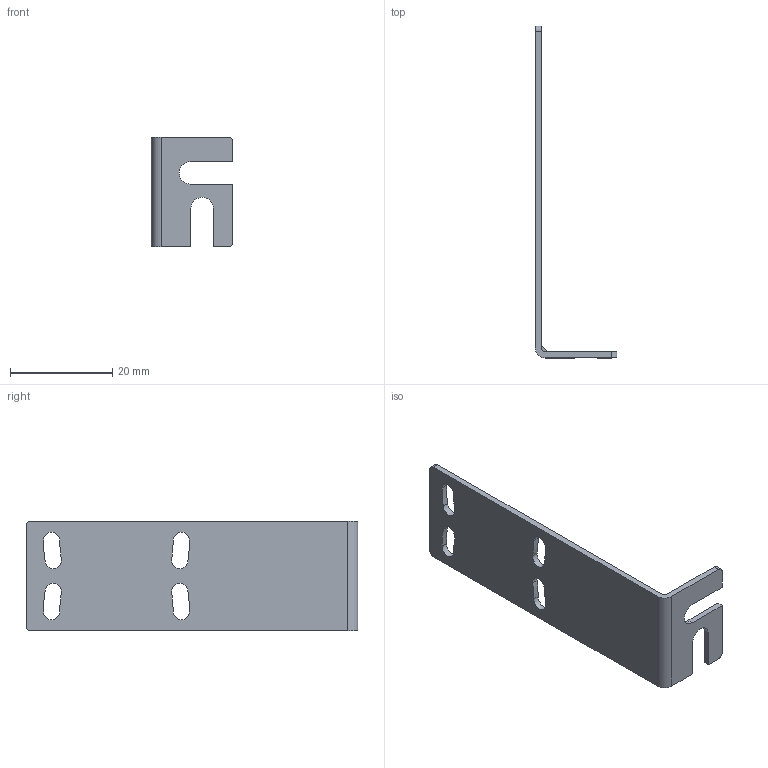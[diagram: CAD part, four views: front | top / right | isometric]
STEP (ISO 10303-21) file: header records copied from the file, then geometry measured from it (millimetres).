
FILE_DESCRIPTION((''),'2;1');
FILE_NAME('SG13260-ML100-BRACKET-543273','2024-02-22T17:47:32',('sereneee'),(''),'CREO PARAMETRIC BY PTC INC, 2022284','CREO PARAMETRIC BY PTC INC, 2022284','');
FILE_SCHEMA(('CONFIG_CONTROL_DESIGN','SHAPE_APPEARANCE_LAYERS_GROUPS'));
Length unit declared in the file: millimetre
Products named in the file (1): SG13260-ML100-BRACKET-543273
Bounding box: 16 x 65 x 21.5 mm (x, y, z)
Volume: 1842.2 mm3; surface area: 3438.6 mm2
Topology: 1 solids, 1 shells, 42 faces, 120 edges, 80 vertices
Faces by surface type: cylinder 25, plane 17
Entity records: 1850 total; most frequent: DIRECTION 254, CARTESIAN_POINT 242, ORIENTED_EDGE 240, PRESENTATION_STYLE_ASSIGNMENT 121, STYLED_ITEM 121, CURVE_STYLE 120, EDGE_CURVE 120, AXIS2_PLACEMENT_3D 92
